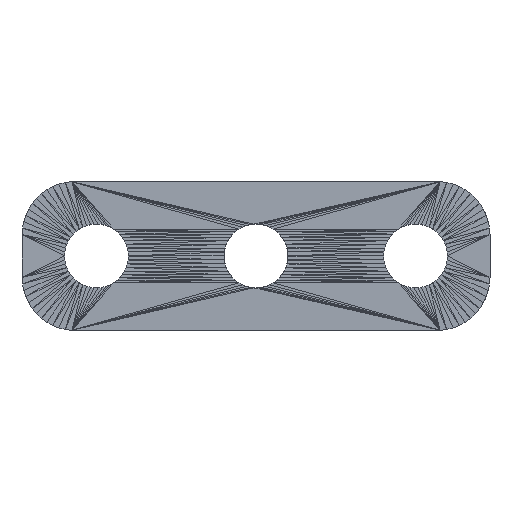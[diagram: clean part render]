
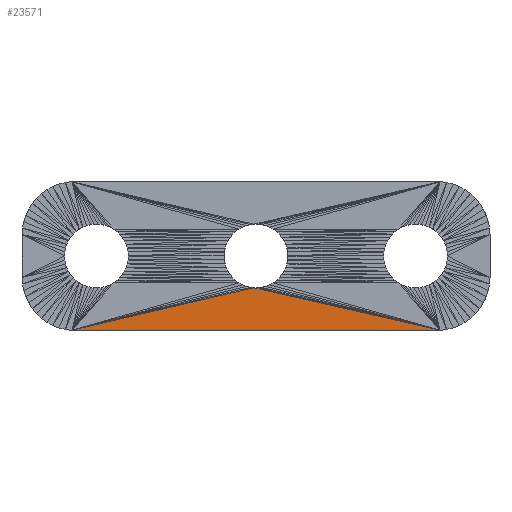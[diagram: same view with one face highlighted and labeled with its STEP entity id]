
A CAD part, top view. The second image highlights one B-rep face of the part: STEP entity #23571.
In plain terms, the highlighted planar face has unit normal (0, 0, 1).
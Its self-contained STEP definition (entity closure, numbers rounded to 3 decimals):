
#12845 = VERTEX_POINT('',#12846);
#12846 = CARTESIAN_POINT('',(-0.094,-1.497,1.5));
#12886 = PLANE('',#12887);
#12887 = AXIS2_PLACEMENT_3D('',#12888,#12889,#12890);
#12888 = CARTESIAN_POINT('',(4.283,-2.486,1.5));
#12889 = DIRECTION('',(0.,0.,1.));
#12890 = DIRECTION('',(0.,1.,0.));
#13002 = PLANE('',#13003);
#13003 = AXIS2_PLACEMENT_3D('',#13004,#13005,#13006);
#13004 = CARTESIAN_POINT('',(-4.377,-2.479,1.5));
#13005 = DIRECTION('',(0.,0.,1.));
#13006 = DIRECTION('',(1.,0.,-0.));
#22031 = VERTEX_POINT('',#22032);
#22032 = CARTESIAN_POINT('',(8.657,-3.495,1.5));
#22841 = EDGE_CURVE('',#12845,#22031,#22842,.T.);
#22842 = SURFACE_CURVE('',#22843,(#22847,#22854),.PCURVE_S1.);
#22843 = LINE('',#22844,#22845);
#22844 = CARTESIAN_POINT('',(-0.094,-1.497,1.5));
#22845 = VECTOR('',#22846,1.);
#22846 = DIRECTION('',(0.975,-0.223,0.));
#22847 = PCURVE('',#12886,#22848);
#22848 = DEFINITIONAL_REPRESENTATION('',(#22849),#22853);
#22849 = LINE('',#22850,#22851);
#22850 = CARTESIAN_POINT('',(0.989,4.377));
#22851 = VECTOR('',#22852,1.);
#22852 = DIRECTION('',(-0.223,-0.975));
#22853 = ( GEOMETRIC_REPRESENTATION_CONTEXT(2) 
PARAMETRIC_REPRESENTATION_CONTEXT() REPRESENTATION_CONTEXT('2D SPACE',''
  ) );
#22854 = PCURVE('',#22855,#22860);
#22855 = PLANE('',#22856);
#22856 = AXIS2_PLACEMENT_3D('',#22857,#22858,#22859);
#22857 = CARTESIAN_POINT('',(-0.001,-2.989,1.5));
#22858 = DIRECTION('',(0.,0.,1.));
#22859 = DIRECTION('',(0.,1.,0.));
#22860 = DEFINITIONAL_REPRESENTATION('',(#22861),#22865);
#22861 = LINE('',#22862,#22863);
#22862 = CARTESIAN_POINT('',(1.492,0.093));
#22863 = VECTOR('',#22864,1.);
#22864 = DIRECTION('',(-0.223,-0.975));
#22865 = ( GEOMETRIC_REPRESENTATION_CONTEXT(2) 
PARAMETRIC_REPRESENTATION_CONTEXT() REPRESENTATION_CONTEXT('2D SPACE',''
  ) );
#22872 = EDGE_CURVE('',#22873,#12845,#22875,.T.);
#22873 = VERTEX_POINT('',#22874);
#22874 = CARTESIAN_POINT('',(-8.657,-3.495,1.5));
#22875 = SURFACE_CURVE('',#22876,(#22880,#22887),.PCURVE_S1.);
#22876 = LINE('',#22877,#22878);
#22877 = CARTESIAN_POINT('',(-8.657,-3.495,1.5));
#22878 = VECTOR('',#22879,1.);
#22879 = DIRECTION('',(0.974,0.227,0.));
#22880 = PCURVE('',#13002,#22881);
#22881 = DEFINITIONAL_REPRESENTATION('',(#22882),#22886);
#22882 = LINE('',#22883,#22884);
#22883 = CARTESIAN_POINT('',(-4.28,-1.016));
#22884 = VECTOR('',#22885,1.);
#22885 = DIRECTION('',(0.974,0.227));
#22886 = ( GEOMETRIC_REPRESENTATION_CONTEXT(2) 
PARAMETRIC_REPRESENTATION_CONTEXT() REPRESENTATION_CONTEXT('2D SPACE',''
  ) );
#22887 = PCURVE('',#22855,#22888);
#22888 = DEFINITIONAL_REPRESENTATION('',(#22889),#22893);
#22889 = LINE('',#22890,#22891);
#22890 = CARTESIAN_POINT('',(-0.506,8.656));
#22891 = VECTOR('',#22892,1.);
#22892 = DIRECTION('',(0.227,-0.974));
#22893 = ( GEOMETRIC_REPRESENTATION_CONTEXT(2) 
PARAMETRIC_REPRESENTATION_CONTEXT() REPRESENTATION_CONTEXT('2D SPACE',''
  ) );
#23571 = ADVANCED_FACE('',(#23572),#22855,.T.);
#23572 = FACE_BOUND('',#23573,.T.);
#23573 = EDGE_LOOP('',(#23574,#23575,#23601));
#23574 = ORIENTED_EDGE('',*,*,#22872,.F.);
#23575 = ORIENTED_EDGE('',*,*,#23576,.T.);
#23576 = EDGE_CURVE('',#22873,#22031,#23577,.T.);
#23577 = SURFACE_CURVE('',#23578,(#23582,#23589),.PCURVE_S1.);
#23578 = LINE('',#23579,#23580);
#23579 = CARTESIAN_POINT('',(-8.657,-3.495,1.5));
#23580 = VECTOR('',#23581,1.);
#23581 = DIRECTION('',(1.,0.,0.));
#23582 = PCURVE('',#22855,#23583);
#23583 = DEFINITIONAL_REPRESENTATION('',(#23584),#23588);
#23584 = LINE('',#23585,#23586);
#23585 = CARTESIAN_POINT('',(-0.506,8.656));
#23586 = VECTOR('',#23587,1.);
#23587 = DIRECTION('',(0.,-1.));
#23588 = ( GEOMETRIC_REPRESENTATION_CONTEXT(2) 
PARAMETRIC_REPRESENTATION_CONTEXT() REPRESENTATION_CONTEXT('2D SPACE',''
  ) );
#23589 = PCURVE('',#23590,#23595);
#23590 = PLANE('',#23591);
#23591 = AXIS2_PLACEMENT_3D('',#23592,#23593,#23594);
#23592 = CARTESIAN_POINT('',(-0.359,-3.495,
    1.109));
#23593 = DIRECTION('',(-0.,-1.,-0.));
#23594 = DIRECTION('',(0.,0.,-1.));
#23595 = DEFINITIONAL_REPRESENTATION('',(#23596),#23600);
#23596 = LINE('',#23597,#23598);
#23597 = CARTESIAN_POINT('',(-0.391,-8.298));
#23598 = VECTOR('',#23599,1.);
#23599 = DIRECTION('',(0.,1.));
#23600 = ( GEOMETRIC_REPRESENTATION_CONTEXT(2) 
PARAMETRIC_REPRESENTATION_CONTEXT() REPRESENTATION_CONTEXT('2D SPACE',''
  ) );
#23601 = ORIENTED_EDGE('',*,*,#22841,.F.);
